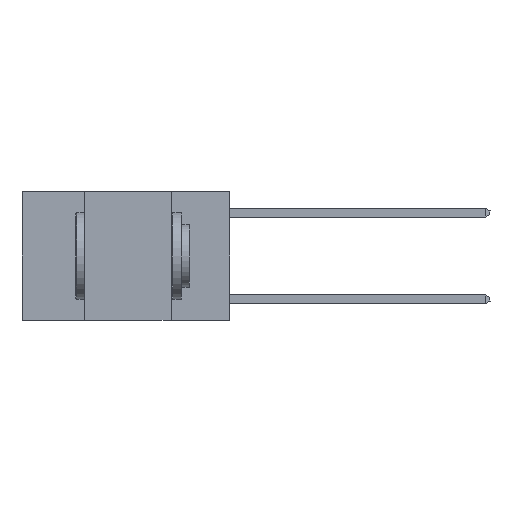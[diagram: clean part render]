
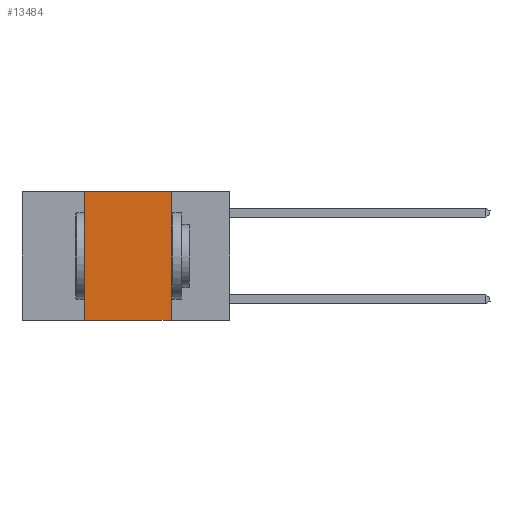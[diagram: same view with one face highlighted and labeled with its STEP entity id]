
A CAD part, left-side view. The second image highlights one B-rep face of the part: STEP entity #13484.
In plain terms, the highlighted planar face has unit normal (-1, 0, 0).
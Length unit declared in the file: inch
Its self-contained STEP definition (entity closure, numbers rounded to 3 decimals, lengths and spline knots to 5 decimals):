
#714 = VERTEX_POINT ( 'NONE', #3248 ) ;
#924 = VECTOR ( 'NONE', #10422, 39.37008 ) ;
#1165 = LINE ( 'NONE', #14497, #924 ) ;
#2062 = LINE ( 'NONE', #19726, #22128 ) ;
#2356 = VERTEX_POINT ( 'NONE', #23948 ) ;
#3248 = CARTESIAN_POINT ( 'NONE',  ( 0., 0.42, -0.37 ) ) ;
#3592 = DIRECTION ( 'NONE',  ( 0., 0., -1. ) ) ;
#6266 = LINE ( 'NONE', #24392, #23277 ) ;
#6617 = EDGE_CURVE ( 'NONE', #17333, #2356, #25652, .T. ) ;
#8073 = CARTESIAN_POINT ( 'NONE',  ( 0., 0.42, 0. ) ) ;
#8836 = ORIENTED_EDGE ( 'NONE', *, *, #13870, .F. ) ;
#10422 = DIRECTION ( 'NONE',  ( 0., -1., 0. ) ) ;
#10746 = DIRECTION ( 'NONE',  ( 0., 0., -1. ) ) ;
#12754 = ORIENTED_EDGE ( 'NONE', *, *, #19315, .F. ) ;
#13484 = ADVANCED_FACE ( 'NONE', ( #13498 ), #26852, .F. ) ;
#13498 = FACE_OUTER_BOUND ( 'NONE', #19891, .T. ) ;
#13870 = EDGE_CURVE ( 'NONE', #14290, #17333, #1165, .T. ) ;
#14290 = VERTEX_POINT ( 'NONE', #8073 ) ;
#14497 = CARTESIAN_POINT ( 'NONE',  ( 0., 0.6, 0. ) ) ;
#14969 = DIRECTION ( 'NONE',  ( 0., 0., 1. ) ) ;
#17333 = VERTEX_POINT ( 'NONE', #25464 ) ;
#18505 = AXIS2_PLACEMENT_3D ( 'NONE', #19859, #22191, #10746 ) ;
#19315 = EDGE_CURVE ( 'NONE', #714, #14290, #6266, .T. ) ;
#19726 = CARTESIAN_POINT ( 'NONE',  ( 0., 0.6, -0.37 ) ) ;
#19859 = CARTESIAN_POINT ( 'NONE',  ( 0., 0.6, 0. ) ) ;
#19891 = EDGE_LOOP ( 'NONE', ( #23628, #8836, #12754, #28291 ) ) ;
#22128 = VECTOR ( 'NONE', #22204, 39.37008 ) ;
#22191 = DIRECTION ( 'NONE',  ( 1., 0., 0. ) ) ;
#22204 = DIRECTION ( 'NONE',  ( 0., -1., 0. ) ) ;
#23251 = EDGE_CURVE ( 'NONE', #714, #2356, #2062, .T. ) ;
#23277 = VECTOR ( 'NONE', #14969, 39.37008 ) ;
#23628 = ORIENTED_EDGE ( 'NONE', *, *, #6617, .F. ) ;
#23948 = CARTESIAN_POINT ( 'NONE',  ( 0., 0.17, -0.37 ) ) ;
#24392 = CARTESIAN_POINT ( 'NONE',  ( 0., 0.42, 0. ) ) ;
#25464 = CARTESIAN_POINT ( 'NONE',  ( 0., 0.17, 0. ) ) ;
#25652 = LINE ( 'NONE', #26073, #28044 ) ;
#26073 = CARTESIAN_POINT ( 'NONE',  ( 0., 0.17, 0. ) ) ;
#26852 = PLANE ( 'NONE',  #18505 ) ;
#28044 = VECTOR ( 'NONE', #3592, 39.37008 ) ;
#28291 = ORIENTED_EDGE ( 'NONE', *, *, #23251, .T. ) ;
